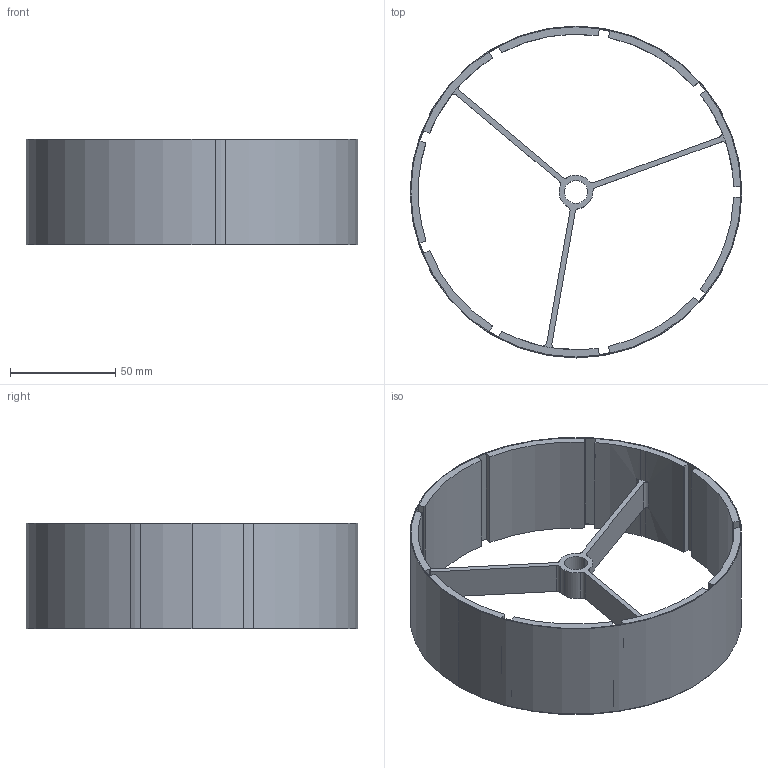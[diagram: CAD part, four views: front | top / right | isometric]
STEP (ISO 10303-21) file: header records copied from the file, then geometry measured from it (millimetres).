
FILE_DESCRIPTION(/* description */ ('VariCAD 2019-2.03 AP-214'),/* implementation_level */ '2;1');
FILE_NAME(/* name */ 'rotor_v4.stp',/* time_stamp */ '2019-05-03T09:02:29-05:00',/* author */ (''),/* organization */ (''),/* preprocessor_version */ 'VariCAD 2019-2.03',/* originating_system */ 'VariCAD 2019-2.03; kernel version (20180118)',/* authorisation */ '');
FILE_SCHEMA(('AUTOMOTIVE_DESIGN'));
Length unit declared in the file: millimetre
Products named in the file (2): rotor_v4
Assembly tree (1 placements, depth 2):
  rotor_v4
    (unnamed)
Bounding box: 157.7 x 157.7 x 50 mm (x, y, z)
Volume: 95376.4 mm3; surface area: 62763 mm2
Topology: 1 solids, 1 shells, 99 faces, 299 edges, 202 vertices
Faces by surface type: plane 59, cylinder 40
Entity records: 3467 total; most frequent: DIRECTION 605, CARTESIAN_POINT 604, ORIENTED_EDGE 598, EDGE_CURVE 299, AXIS2_PLACEMENT_3D 203, VERTEX_POINT 202, LINE 199, VECTOR 199
